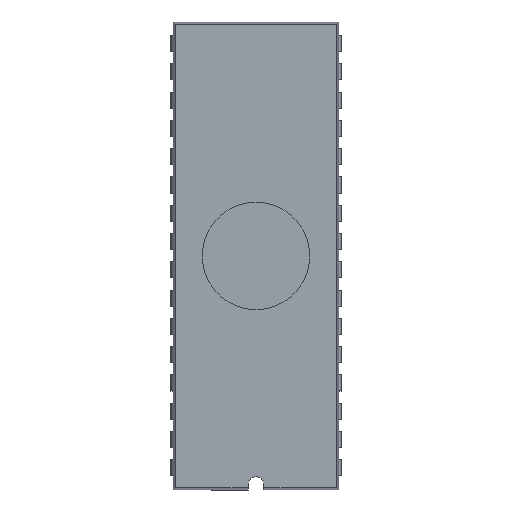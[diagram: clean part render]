
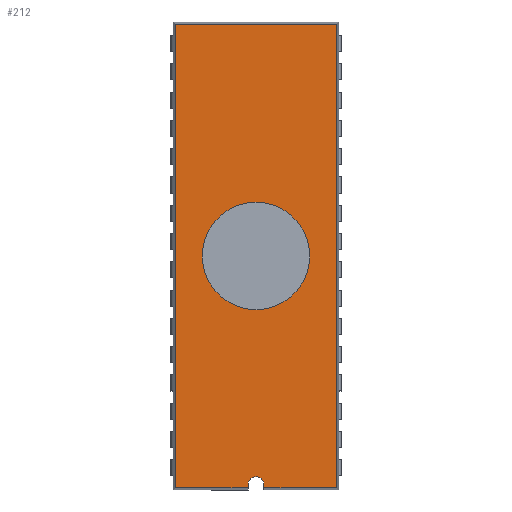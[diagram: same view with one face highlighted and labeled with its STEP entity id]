
A CAD part, top view. The second image highlights one B-rep face of the part: STEP entity #212.
In plain terms, the highlighted planar face has unit normal (0, 0, 1).
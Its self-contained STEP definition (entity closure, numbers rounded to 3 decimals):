
#24 = VERTEX_POINT ( 'NONE', #4879 ) ;
#193 = ORIENTED_EDGE ( 'NONE', *, *, #194, .F. ) ;
#194 = EDGE_CURVE ( 'NONE', #195, #202, #5199, .T. ) ;
#195 = VERTEX_POINT ( 'NONE', #5195 ) ;
#196 = ORIENTED_EDGE ( 'NONE', *, *, #197, .F. ) ;
#197 = EDGE_CURVE ( 'NONE', #12661, #195, #5194, .T. ) ;
#199 = VERTEX_POINT ( 'NONE', #5189 ) ;
#200 = ORIENTED_EDGE ( 'NONE', *, *, #201, .T. ) ;
#201 = EDGE_CURVE ( 'NONE', #199, #202, #5188, .T. ) ;
#202 = VERTEX_POINT ( 'NONE', #5184 ) ;
#203 = ORIENTED_EDGE ( 'NONE', *, *, #12684, .F. ) ;
#204 = EDGE_LOOP ( 'NONE', ( #205, #12666, #12689, #12686, #200, #193, #196, #12664 ) ) ;
#205 = ORIENTED_EDGE ( 'NONE', *, *, #12683, .T. ) ;
#206 = VERTEX_POINT ( 'NONE', #5183 ) ;
#210 = EDGE_LOOP ( 'NONE', ( #213, #203 ) ) ;
#212 = ADVANCED_FACE ( 'NONE', ( #5176, #5175 ), #5222, .T. ) ;
#213 = ORIENTED_EDGE ( 'NONE', *, *, #214, .F. ) ;
#214 = EDGE_CURVE ( 'NONE', #12660, #24, #5216, .T. ) ;
#4879 = CARTESIAN_POINT ( 'NONE',  ( 4.826, 0., 5.72 ) ) ;
#5175 = FACE_OUTER_BOUND ( 'NONE', #204, .T. ) ;
#5176 = FACE_BOUND ( 'NONE', #210, .T. ) ;
#5183 = CARTESIAN_POINT ( 'NONE',  ( -7.25, -20.82, 5.72 ) ) ;
#5184 = CARTESIAN_POINT ( 'NONE',  ( 7.25, -20.82, 5.72 ) ) ;
#5185 = DIRECTION ( 'NONE',  ( 1., 0., 0. ) ) ;
#5186 = VECTOR ( 'NONE', #5185, 1000. ) ;
#5187 = CARTESIAN_POINT ( 'NONE',  ( -7.45, -20.82, 5.72 ) ) ;
#5188 = LINE ( 'NONE', #5187, #5186 ) ;
#5189 = CARTESIAN_POINT ( 'NONE',  ( 0.7, -20.82, 5.72 ) ) ;
#5191 = DIRECTION ( 'NONE',  ( 1., 0., 0. ) ) ;
#5192 = VECTOR ( 'NONE', #5191, 1000. ) ;
#5193 = CARTESIAN_POINT ( 'NONE',  ( -7.45, 20.82, 5.72 ) ) ;
#5194 = LINE ( 'NONE', #5193, #5192 ) ;
#5195 = CARTESIAN_POINT ( 'NONE',  ( 7.25, 20.82, 5.72 ) ) ;
#5196 = DIRECTION ( 'NONE',  ( 0., -1., 0. ) ) ;
#5197 = VECTOR ( 'NONE', #5196, 1000. ) ;
#5198 = CARTESIAN_POINT ( 'NONE',  ( 7.25, 21.02, 5.72 ) ) ;
#5199 = LINE ( 'NONE', #5198, #5197 ) ;
#5213 = DIRECTION ( 'NONE',  ( 1., 0., 0. ) ) ;
#5214 = DIRECTION ( 'NONE',  ( 0., 0., 1. ) ) ;
#5215 = AXIS2_PLACEMENT_3D ( 'NONE', #5221, #5214, #5213 ) ;
#5216 = CIRCLE ( 'NONE', #5215, 4.826 ) ;
#5217 = DIRECTION ( 'NONE',  ( 1., 0., 0. ) ) ;
#5218 = DIRECTION ( 'NONE',  ( 0., 0., 1. ) ) ;
#5219 = CARTESIAN_POINT ( 'NONE',  ( 7.25, 21.02, 5.72 ) ) ;
#5220 = AXIS2_PLACEMENT_3D ( 'NONE', #5219, #5218, #5217 ) ;
#5221 = CARTESIAN_POINT ( 'NONE',  ( 0., 0., 5.72 ) ) ;
#5222 = PLANE ( 'NONE',  #5220 ) ;
#12554 = DIRECTION ( 'NONE',  ( 0., -1., 0. ) ) ;
#12555 = VECTOR ( 'NONE', #12554, 1000. ) ;
#12556 = CARTESIAN_POINT ( 'NONE',  ( -7.25, 21.02, 5.72 ) ) ;
#12557 = LINE ( 'NONE', #12556, #12555 ) ;
#12559 = CARTESIAN_POINT ( 'NONE',  ( -7.25, 20.82, 5.72 ) ) ;
#12560 = CARTESIAN_POINT ( 'NONE',  ( -4.826, 0., 5.72 ) ) ;
#12574 = CARTESIAN_POINT ( 'NONE',  ( 0.7, -20.52, 5.72 ) ) ;
#12587 = CARTESIAN_POINT ( 'NONE',  ( -0.7, -20.82, 5.72 ) ) ;
#12588 = DIRECTION ( 'NONE',  ( 0., 1., 0. ) ) ;
#12589 = VECTOR ( 'NONE', #12588, 1000. ) ;
#12590 = CARTESIAN_POINT ( 'NONE',  ( -0.7, -21.02, 5.72 ) ) ;
#12591 = LINE ( 'NONE', #12590, #12589 ) ;
#12592 = CARTESIAN_POINT ( 'NONE',  ( -0.7, -20.52, 5.72 ) ) ;
#12602 = DIRECTION ( 'NONE',  ( 0., -1., 0. ) ) ;
#12603 = VECTOR ( 'NONE', #12602, 1000. ) ;
#12604 = CARTESIAN_POINT ( 'NONE',  ( 0.7, -20.52, 5.72 ) ) ;
#12605 = LINE ( 'NONE', #12604, #12603 ) ;
#12616 = DIRECTION ( 'NONE',  ( 1., 0., 0. ) ) ;
#12617 = DIRECTION ( 'NONE',  ( 0., 0., 1. ) ) ;
#12618 = CARTESIAN_POINT ( 'NONE',  ( 0., 0., 5.72 ) ) ;
#12619 = AXIS2_PLACEMENT_3D ( 'NONE', #12618, #12617, #12616 ) ;
#12620 = CIRCLE ( 'NONE', #12619, 4.826 ) ;
#12621 = DIRECTION ( 'NONE',  ( 1., 0., 0. ) ) ;
#12622 = VECTOR ( 'NONE', #12621, 1000. ) ;
#12623 = CARTESIAN_POINT ( 'NONE',  ( -7.45, -20.82, 5.72 ) ) ;
#12624 = LINE ( 'NONE', #12623, #12622 ) ;
#12644 = DIRECTION ( 'NONE',  ( -1., 0., 0. ) ) ;
#12645 = DIRECTION ( 'NONE',  ( 0., 0., -1. ) ) ;
#12646 = CARTESIAN_POINT ( 'NONE',  ( 0., -20.52, 5.72 ) ) ;
#12647 = AXIS2_PLACEMENT_3D ( 'NONE', #12646, #12645, #12644 ) ;
#12648 = CIRCLE ( 'NONE', #12647, 0.7 ) ;
#12660 = VERTEX_POINT ( 'NONE', #12560 ) ;
#12661 = VERTEX_POINT ( 'NONE', #12559 ) ;
#12662 = EDGE_CURVE ( 'NONE', #12661, #206, #12557, .T. ) ;
#12664 = ORIENTED_EDGE ( 'NONE', *, *, #12662, .T. ) ;
#12665 = VERTEX_POINT ( 'NONE', #12592 ) ;
#12666 = ORIENTED_EDGE ( 'NONE', *, *, #12667, .T. ) ;
#12667 = EDGE_CURVE ( 'NONE', #12668, #12665, #12591, .T. ) ;
#12668 = VERTEX_POINT ( 'NONE', #12587 ) ;
#12677 = VERTEX_POINT ( 'NONE', #12574 ) ;
#12683 = EDGE_CURVE ( 'NONE', #206, #12668, #12624, .T. ) ;
#12684 = EDGE_CURVE ( 'NONE', #24, #12660, #12620, .T. ) ;
#12686 = ORIENTED_EDGE ( 'NONE', *, *, #12688, .T. ) ;
#12688 = EDGE_CURVE ( 'NONE', #12677, #199, #12605, .T. ) ;
#12689 = ORIENTED_EDGE ( 'NONE', *, *, #12692, .T. ) ;
#12692 = EDGE_CURVE ( 'NONE', #12665, #12677, #12648, .T. ) ;
